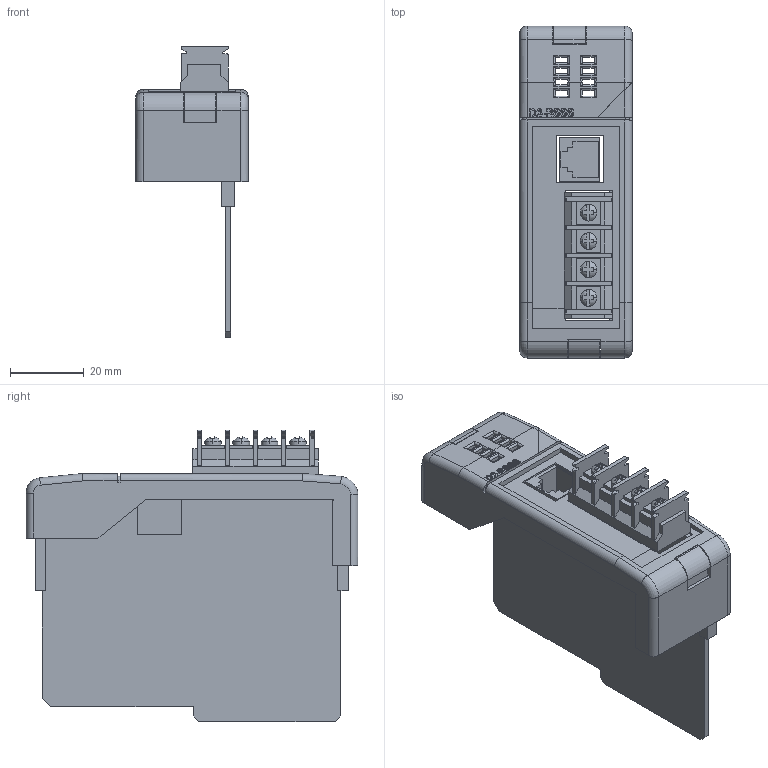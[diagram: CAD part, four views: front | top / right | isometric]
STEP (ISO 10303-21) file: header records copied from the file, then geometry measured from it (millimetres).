
FILE_DESCRIPTION (( 'STEP AP214' ), '1' );
FILE_NAME ('D2-RSSS_ModuleCase_Light_NEW.STEP', '2011-02-03T15:22:38', ( ' ' ), ( ' ' ), 'SwSTEP 2.0', 'SolidWorks 2009', '' );
FILE_SCHEMA (( 'AUTOMOTIVE_DESIGN' ));
Length unit declared in the file: millimetre
Products named in the file (1): D2-RSSS_ModuleCase_Light_NEW
Bounding box: 30.55 x 90 x 79 mm (x, y, z)
Volume: 21312.1 mm3; surface area: 30009.3 mm2
Topology: 4 solids, 4 shells, 655 faces, 1852 edges, 1212 vertices
Faces by surface type: plane 417, cylinder 142, bspline 71, sphere 16, torus 9
Entity records: 32002 total; most frequent: CARTESIAN_POINT 8251, ORIENTED_EDGE 3704, DIRECTION 3075, EDGE_CURVE 1852, VECTOR 1355, LINE 1355, VERTEX_POINT 1212, AXIS2_PLACEMENT_3D 860
